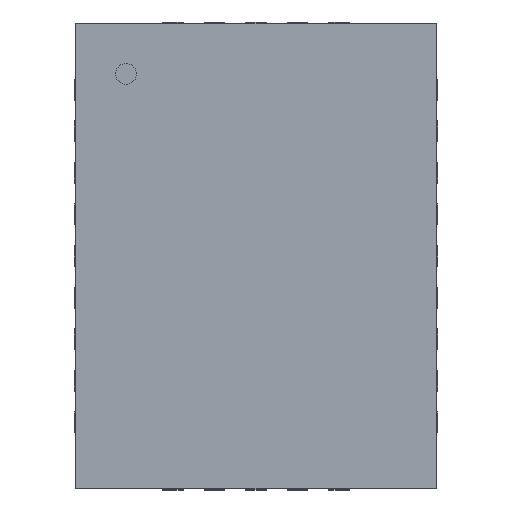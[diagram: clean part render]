
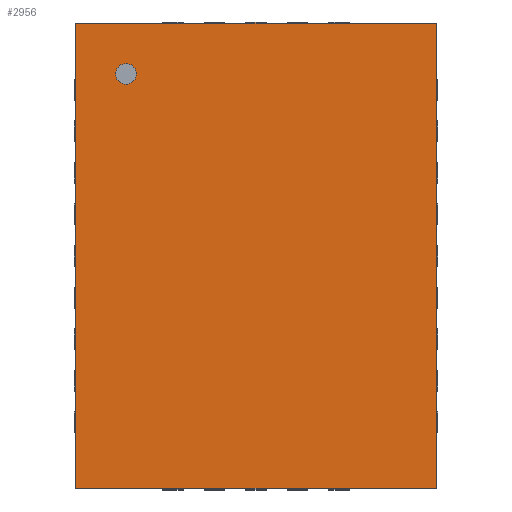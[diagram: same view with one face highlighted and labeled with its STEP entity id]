
A CAD part, top view. The second image highlights one B-rep face of the part: STEP entity #2956.
In plain terms, the highlighted planar face has unit normal (0, 0, 1).
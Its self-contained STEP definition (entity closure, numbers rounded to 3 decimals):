
#13=DIRECTION('',(0.,0.,1.));
#117=DIRECTION('',(0.,0.,-1.));
#148=VECTOR('',#149,1.);
#149=DIRECTION('',(1.,0.,0.));
#155=VECTOR('',#156,1.);
#156=DIRECTION('',(0.,-1.,0.));
#789=ORIENTED_EDGE('',*,*,#790,.F.);
#790=EDGE_CURVE('',#791,#793,#795,.T.);
#791=VERTEX_POINT('',#792);
#792=CARTESIAN_POINT('',(-1.735,2.235,0.78));
#793=VERTEX_POINT('',#794);
#794=CARTESIAN_POINT('',(1.735,2.235,0.78));
#795=LINE('',#792,#148);
#893=ORIENTED_EDGE('',*,*,#894,.T.);
#894=EDGE_CURVE('',#791,#895,#897,.T.);
#895=VERTEX_POINT('',#896);
#896=CARTESIAN_POINT('',(-1.735,-2.235,0.78));
#897=LINE('',#792,#155);
#1622=EDGE_CURVE('',#793,#1623,#1625,.T.);
#1623=VERTEX_POINT('',#1624);
#1624=CARTESIAN_POINT('',(1.735,-2.235,0.78));
#1625=LINE('',#794,#155);
#2269=EDGE_CURVE('',#895,#1623,#2270,.T.);
#2270=LINE('',#896,#148);
#2956=ADVANCED_FACE('',(#2957,#2961),#2970,.T.);
#2957=FACE_BOUND('',#2958,.T.);
#2958=EDGE_LOOP('',(#789,#893,#2959,#2960));
#2959=ORIENTED_EDGE('',*,*,#2269,.T.);
#2960=ORIENTED_EDGE('',*,*,#1622,.F.);
#2961=FACE_BOUND('',#2962,.T.);
#2962=EDGE_LOOP('',(#2963));
#2963=ORIENTED_EDGE('',*,*,#2964,.T.);
#2964=EDGE_CURVE('',#2965,#2965,#2967,.T.);
#2965=VERTEX_POINT('',#2966);
#2966=CARTESIAN_POINT('',(-1.25,1.65,0.78));
#2967=CIRCLE('',#2968,0.1);
#2968=AXIS2_PLACEMENT_3D('',#2969,#117,#156);
#2969=CARTESIAN_POINT('',(-1.25,1.75,0.78));
#2970=PLANE('',#2971);
#2971=AXIS2_PLACEMENT_3D('',#792,#13,#156);
